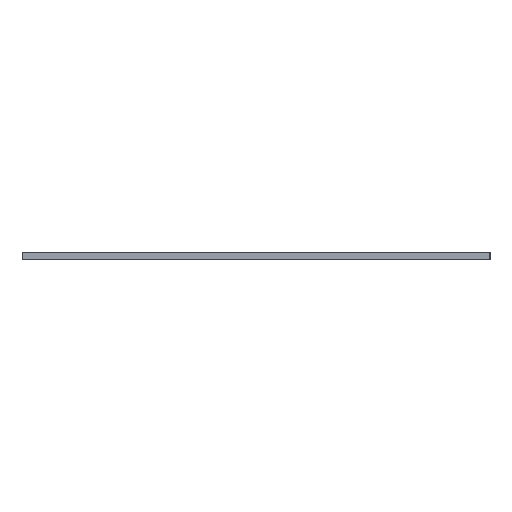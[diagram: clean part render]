
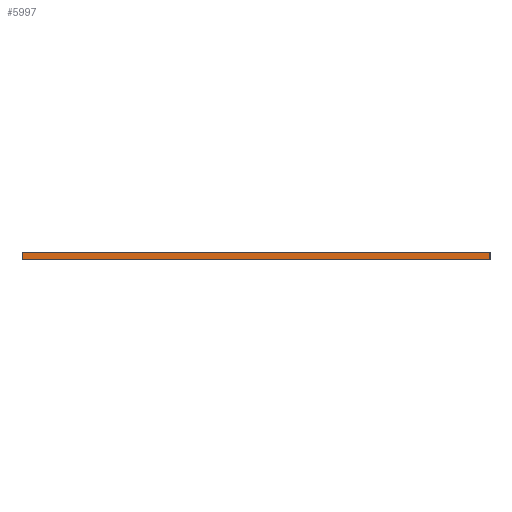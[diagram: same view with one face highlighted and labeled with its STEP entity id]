
A CAD part, left-side view. The second image highlights one B-rep face of the part: STEP entity #5997.
In plain terms, the highlighted planar face has unit normal (-1, 0, 0).
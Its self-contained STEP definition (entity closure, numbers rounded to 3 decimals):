
#417=FACE_OUTER_BOUND('',#691,.T.);
#691=EDGE_LOOP('',(#4895,#4896,#4897,#4898));
#1635=LINE('',#9269,#2451);
#1636=LINE('',#9271,#2452);
#1637=LINE('',#9273,#2453);
#1638=LINE('',#9274,#2454);
#2451=VECTOR('',#7635,10.);
#2452=VECTOR('',#7636,10.);
#2453=VECTOR('',#7637,10.);
#2454=VECTOR('',#7638,10.);
#2999=VERTEX_POINT('',#9267);
#3000=VERTEX_POINT('',#9268);
#3001=VERTEX_POINT('',#9270);
#3002=VERTEX_POINT('',#9272);
#3811=EDGE_CURVE('',#2999,#3000,#1635,.T.);
#3812=EDGE_CURVE('',#2999,#3001,#1636,.T.);
#3813=EDGE_CURVE('',#3002,#3001,#1637,.T.);
#3814=EDGE_CURVE('',#3000,#3002,#1638,.T.);
#4895=ORIENTED_EDGE('',*,*,#3811,.F.);
#4896=ORIENTED_EDGE('',*,*,#3812,.T.);
#4897=ORIENTED_EDGE('',*,*,#3813,.F.);
#4898=ORIENTED_EDGE('',*,*,#3814,.F.);
#5723=PLANE('',#6285);
#5997=ADVANCED_FACE('',(#417),#5723,.T.);
#6285=AXIS2_PLACEMENT_3D('',#9266,#7633,#7634);
#7633=DIRECTION('center_axis',(-1.,0.,0.));
#7634=DIRECTION('ref_axis',(0.,-1.,0.));
#7635=DIRECTION('',(0.,1.,0.));
#7636=DIRECTION('',(0.,0.,1.));
#7637=DIRECTION('',(0.,-1.,0.));
#7638=DIRECTION('',(0.,0.,1.));
#9266=CARTESIAN_POINT('Origin',(0.095,95.508,0.));
#9267=CARTESIAN_POINT('',(0.095,0.258,0.));
#9268=CARTESIAN_POINT('',(0.095,95.508,0.));
#9269=CARTESIAN_POINT('',(0.095,0.258,0.));
#9270=CARTESIAN_POINT('',(0.095,0.258,1.5));
#9271=CARTESIAN_POINT('',(0.095,0.258,0.));
#9272=CARTESIAN_POINT('',(0.095,95.508,1.5));
#9273=CARTESIAN_POINT('',(0.095,0.258,1.5));
#9274=CARTESIAN_POINT('',(0.095,95.508,0.));
